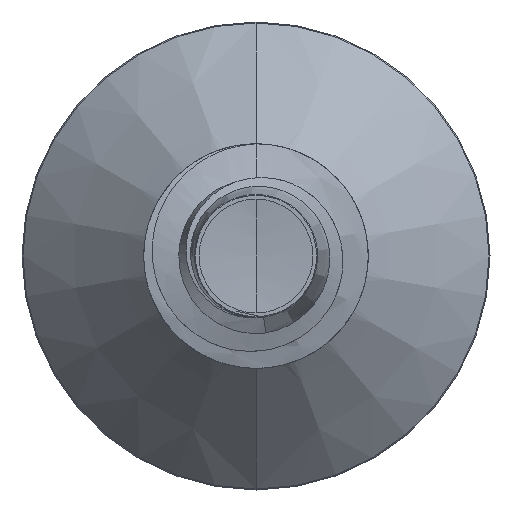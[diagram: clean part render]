
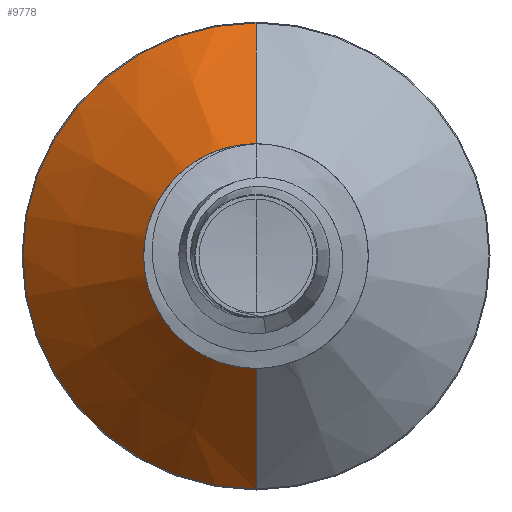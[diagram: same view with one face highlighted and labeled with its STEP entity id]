
A CAD part, front view. The second image highlights one B-rep face of the part: STEP entity #9778.
In plain terms, the highlighted conical face has half-angle 45 degrees and reference radius 1.325 mm.
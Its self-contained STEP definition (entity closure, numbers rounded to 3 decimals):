
#164 = CARTESIAN_POINT ( 'NONE',  ( 0., 11.025, -1.325 ) ) ;
#310 = EDGE_LOOP ( 'NONE', ( #3076, #766, #9017, #12610 ) ) ;
#435 = AXIS2_PLACEMENT_3D ( 'NONE', #15401, #15031, #12713 ) ;
#438 = LINE ( 'NONE', #2970, #12834 ) ;
#766 = ORIENTED_EDGE ( 'NONE', *, *, #1393, .T. ) ;
#1233 = DIRECTION ( 'NONE',  ( 0., 0., 1. ) ) ;
#1393 = EDGE_CURVE ( 'NONE', #8428, #4548, #2986, .T. ) ;
#1486 = CARTESIAN_POINT ( 'NONE',  ( 0., 13.335, 0. ) ) ;
#1949 = CARTESIAN_POINT ( 'NONE',  ( 0., 11.025, 1.325 ) ) ;
#2692 = VERTEX_POINT ( 'NONE', #10270 ) ;
#2780 = DIRECTION ( 'NONE',  ( 0., 0., 1. ) ) ;
#2970 = CARTESIAN_POINT ( 'NONE',  ( 0., 11.025, 1.325 ) ) ;
#2986 = CIRCLE ( 'NONE', #435, 1.325 ) ;
#3076 = ORIENTED_EDGE ( 'NONE', *, *, #4919, .F. ) ;
#4548 = VERTEX_POINT ( 'NONE', #1949 ) ;
#4919 = EDGE_CURVE ( 'NONE', #8428, #13667, #10254, .T. ) ;
#5658 = CIRCLE ( 'NONE', #8685, 3.635 ) ;
#8324 = EDGE_CURVE ( 'NONE', #13667, #2692, #5658, .T. ) ;
#8428 = VERTEX_POINT ( 'NONE', #164 ) ;
#8685 = AXIS2_PLACEMENT_3D ( 'NONE', #1486, #10311, #2780 ) ;
#9017 = ORIENTED_EDGE ( 'NONE', *, *, #13875, .T. ) ;
#9778 = ADVANCED_FACE ( 'NONE', ( #12878 ), #12443, .T. ) ;
#9848 = VECTOR ( 'NONE', #15026, 1000. ) ;
#10254 = LINE ( 'NONE', #14993, #9848 ) ;
#10270 = CARTESIAN_POINT ( 'NONE',  ( 0., 13.335, 3.635 ) ) ;
#10311 = DIRECTION ( 'NONE',  ( 0., 1., 0. ) ) ;
#11678 = CARTESIAN_POINT ( 'NONE',  ( 0., 13.335, -3.635 ) ) ;
#11829 = AXIS2_PLACEMENT_3D ( 'NONE', #12788, #14051, #1233 ) ;
#12443 = CONICAL_SURFACE ( 'NONE', #11829, 1.325, 0.785 ) ;
#12610 = ORIENTED_EDGE ( 'NONE', *, *, #8324, .F. ) ;
#12713 = DIRECTION ( 'NONE',  ( 0., 0., 1. ) ) ;
#12788 = CARTESIAN_POINT ( 'NONE',  ( 0., 11.025, 0. ) ) ;
#12834 = VECTOR ( 'NONE', #15459, 1000. ) ;
#12878 = FACE_OUTER_BOUND ( 'NONE', #310, .T. ) ;
#13667 = VERTEX_POINT ( 'NONE', #11678 ) ;
#13875 = EDGE_CURVE ( 'NONE', #4548, #2692, #438, .T. ) ;
#14051 = DIRECTION ( 'NONE',  ( 0., 1., 0. ) ) ;
#14993 = CARTESIAN_POINT ( 'NONE',  ( 0., 11.025, -1.325 ) ) ;
#15026 = DIRECTION ( 'NONE',  ( 0., 0.707, -0.707 ) ) ;
#15031 = DIRECTION ( 'NONE',  ( 0., 1., 0. ) ) ;
#15401 = CARTESIAN_POINT ( 'NONE',  ( 0., 11.025, 0. ) ) ;
#15459 = DIRECTION ( 'NONE',  ( 0., 0.707, 0.707 ) ) ;
